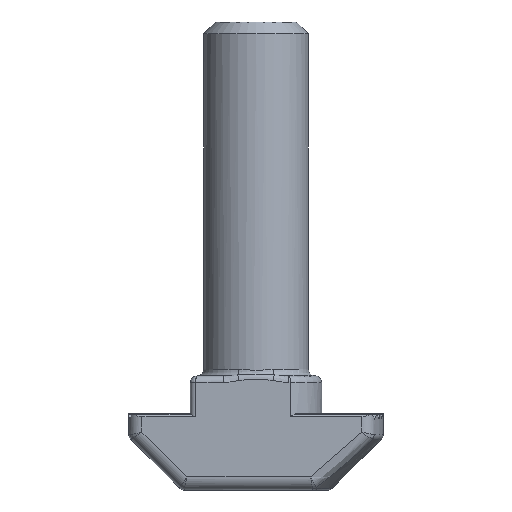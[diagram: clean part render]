
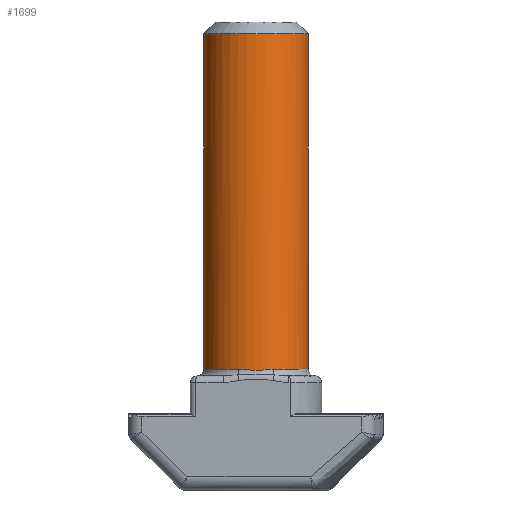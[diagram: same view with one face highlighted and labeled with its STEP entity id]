
A CAD part, front view. The second image highlights one B-rep face of the part: STEP entity #1699.
In plain terms, the highlighted cylindrical face has radius 4 mm (diameter 8 mm), a partial arc.
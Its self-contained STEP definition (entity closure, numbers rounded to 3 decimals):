
#6 = DIRECTION ( 'NONE',  ( 0., 0., -1. ) ) ;
#42 = CYLINDRICAL_SURFACE ( 'NONE', #3765, 4. ) ;
#172 = CARTESIAN_POINT ( 'NONE',  ( -1.101, -3.852, 9.2 ) ) ;
#191 = CARTESIAN_POINT ( 'NONE',  ( -1.315, -3.778, 9.2 ) ) ;
#343 = VERTEX_POINT ( 'NONE', #3101 ) ;
#384 = B_SPLINE_CURVE_WITH_KNOTS ( 'NONE', 3,
 ( #4595, #172, #3509, #1321, #3892, #1708, #4241, #2076, #4613, #2433 ),
 .UNSPECIFIED., .F., .F.,
 ( 4, 2, 2, 2, 4 ),
 ( 0., 0.001, 0.001, 0.002, 0.003 ),
 .UNSPECIFIED. ) ;
#389 = CIRCLE ( 'NONE', #1249, 4. ) ;
#719 = DIRECTION ( 'NONE',  ( 0., 0., 1. ) ) ;
#725 = VERTEX_POINT ( 'NONE', #4009 ) ;
#1177 = EDGE_CURVE ( 'NONE', #2843, #343, #1266, .T. ) ;
#1238 = CARTESIAN_POINT ( 'NONE',  ( -4., 0., 34.8 ) ) ;
#1249 = AXIS2_PLACEMENT_3D ( 'NONE', #2257, #6, #2628 ) ;
#1266 = LINE ( 'NONE', #4328, #4180 ) ;
#1321 = CARTESIAN_POINT ( 'NONE',  ( -0.447, -3.981, 9.147 ) ) ;
#1376 = CARTESIAN_POINT ( 'NONE',  ( 0., 0., 35.7 ) ) ;
#1637 = ORIENTED_EDGE ( 'NONE', *, *, #2396, .T. ) ;
#1644 = CARTESIAN_POINT ( 'NONE',  ( 0., 0., 9.2 ) ) ;
#1699 = ADVANCED_FACE ( 'NONE', ( #2478 ), #42, .T. ) ;
#1708 = CARTESIAN_POINT ( 'NONE',  ( 0.226, -4., 9.133 ) ) ;
#2018 = DIRECTION ( 'NONE',  ( 1., 0., 0. ) ) ;
#2076 = CARTESIAN_POINT ( 'NONE',  ( 0.885, -3.907, 9.18 ) ) ;
#2257 = CARTESIAN_POINT ( 'NONE',  ( 0., 0., 34.8 ) ) ;
#2396 = EDGE_CURVE ( 'NONE', #2843, #3978, #389, .T. ) ;
#2433 = CARTESIAN_POINT ( 'NONE',  ( 1.315, -3.778, 9.2 ) ) ;
#2478 = FACE_OUTER_BOUND ( 'NONE', #4691, .T. ) ;
#2513 = VERTEX_POINT ( 'NONE', #3946 ) ;
#2581 = EDGE_CURVE ( 'NONE', #3978, #725, #3134, .T. ) ;
#2628 = DIRECTION ( 'NONE',  ( 1., 0., 0. ) ) ;
#2638 = EDGE_CURVE ( 'NONE', #725, #4435, #2808, .T. ) ;
#2726 = ORIENTED_EDGE ( 'NONE', *, *, #1177, .F. ) ;
#2808 = CIRCLE ( 'NONE', #4568, 4. ) ;
#2843 = VERTEX_POINT ( 'NONE', #3873 ) ;
#2909 = EDGE_CURVE ( 'NONE', #4435, #2513, #384, .T. ) ;
#2936 = CARTESIAN_POINT ( 'NONE',  ( 0., 0., 9.2 ) ) ;
#3101 = CARTESIAN_POINT ( 'NONE',  ( 4., 0., 9.2 ) ) ;
#3117 = ORIENTED_EDGE ( 'NONE', *, *, #2909, .T. ) ;
#3134 = LINE ( 'NONE', #3241, #3882 ) ;
#3234 = EDGE_CURVE ( 'NONE', #2513, #343, #3504, .T. ) ;
#3241 = CARTESIAN_POINT ( 'NONE',  ( -4., 0., 35.7 ) ) ;
#3296 = DIRECTION ( 'NONE',  ( 1., 0., 0. ) ) ;
#3504 = CIRCLE ( 'NONE', #4320, 4. ) ;
#3509 = CARTESIAN_POINT ( 'NONE',  ( -0.886, -3.907, 9.18 ) ) ;
#3523 = ORIENTED_EDGE ( 'NONE', *, *, #2638, .T. ) ;
#3549 = DIRECTION ( 'NONE',  ( -1., 0., 0. ) ) ;
#3595 = DIRECTION ( 'NONE',  ( 0., 0., -1. ) ) ;
#3765 = AXIS2_PLACEMENT_3D ( 'NONE', #1376, #3939, #3549 ) ;
#3873 = CARTESIAN_POINT ( 'NONE',  ( 4., 0., 34.8 ) ) ;
#3882 = VECTOR ( 'NONE', #3595, 1000. ) ;
#3892 = CARTESIAN_POINT ( 'NONE',  ( -0.222, -4., 9.133 ) ) ;
#3939 = DIRECTION ( 'NONE',  ( 0., 0., -1. ) ) ;
#3946 = CARTESIAN_POINT ( 'NONE',  ( 1.315, -3.778, 9.2 ) ) ;
#3978 = VERTEX_POINT ( 'NONE', #1238 ) ;
#4009 = CARTESIAN_POINT ( 'NONE',  ( -4., 0., 9.2 ) ) ;
#4180 = VECTOR ( 'NONE', #4312, 1000. ) ;
#4181 = DIRECTION ( 'NONE',  ( 0., 0., 1. ) ) ;
#4241 = CARTESIAN_POINT ( 'NONE',  ( 0.447, -3.981, 9.147 ) ) ;
#4312 = DIRECTION ( 'NONE',  ( 0., 0., -1. ) ) ;
#4320 = AXIS2_PLACEMENT_3D ( 'NONE', #1644, #4181, #2018 ) ;
#4328 = CARTESIAN_POINT ( 'NONE',  ( 4., 0., 35.7 ) ) ;
#4351 = ORIENTED_EDGE ( 'NONE', *, *, #2581, .T. ) ;
#4359 = ORIENTED_EDGE ( 'NONE', *, *, #3234, .T. ) ;
#4435 = VERTEX_POINT ( 'NONE', #191 ) ;
#4568 = AXIS2_PLACEMENT_3D ( 'NONE', #2936, #719, #3296 ) ;
#4595 = CARTESIAN_POINT ( 'NONE',  ( -1.315, -3.778, 9.2 ) ) ;
#4613 = CARTESIAN_POINT ( 'NONE',  ( 1.102, -3.852, 9.2 ) ) ;
#4691 = EDGE_LOOP ( 'NONE', ( #2726, #1637, #4351, #3523, #3117, #4359 ) ) ;
